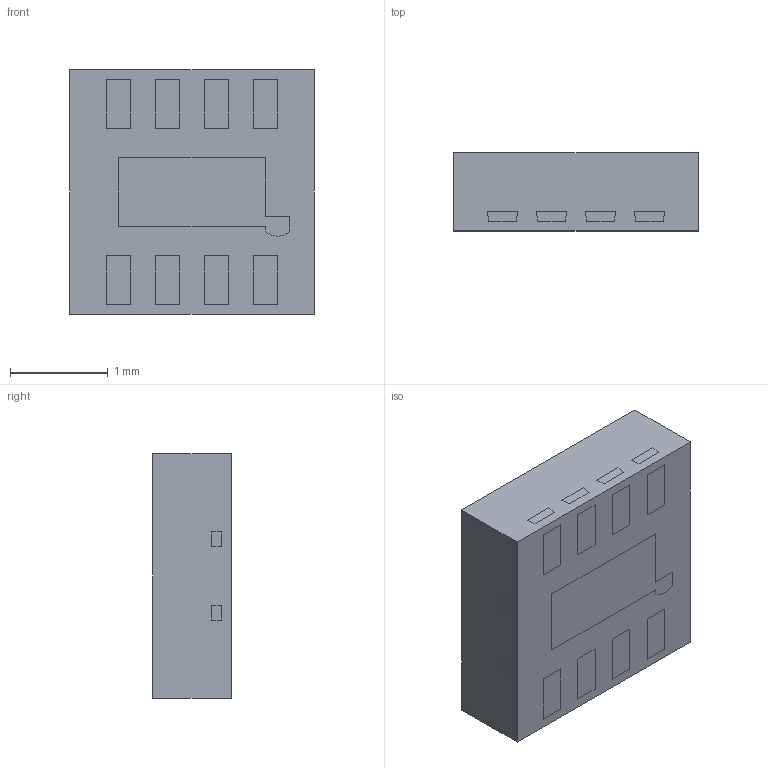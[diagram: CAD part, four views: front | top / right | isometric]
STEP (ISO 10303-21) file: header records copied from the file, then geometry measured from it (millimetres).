
FILE_DESCRIPTION((''),'2;1');
FILE_NAME('LDA08B_ASM','2012-02-08T',('CKXSSC'),(''),'PRO/ENGINEER BY PARAMETRIC TECHNOLOGY CORPORATION, 2011220','PRO/ENGINEER BY PARAMETRIC TECHNOLOGY CORPORATION, 2011220','');
FILE_SCHEMA(('AUTOMOTIVE_DESIGN_CC2 { 1 2 10303 214 -1 1 5 2 }'));
Length unit declared in the file: millimetre
Products named in the file (3): BODY_LDA08B; FRAME_LDA08B; LDA08B_ASM
Assembly tree (2 placements, depth 2):
  LDA08B_ASM
    BODY_LDA08B
    FRAME_LDA08B
Bounding box: 2.5 x 0.8 x 2.5 mm (x, y, z)
Volume: 5 mm3; surface area: 26.6 mm2
Topology: 22 solids, 22 shells, 245 faces, 540 edges, 360 vertices
Faces by surface type: plane 203, cylinder 42
Entity records: 8583 total; most frequent: CARTESIAN_POINT 1370, ORIENTED_EDGE 1080, DIRECTION 976, PRESENTATION_STYLE_ASSIGNMENT 571, STYLED_ITEM 562, CURVE_STYLE 540, EDGE_CURVE 540, VECTOR 462
